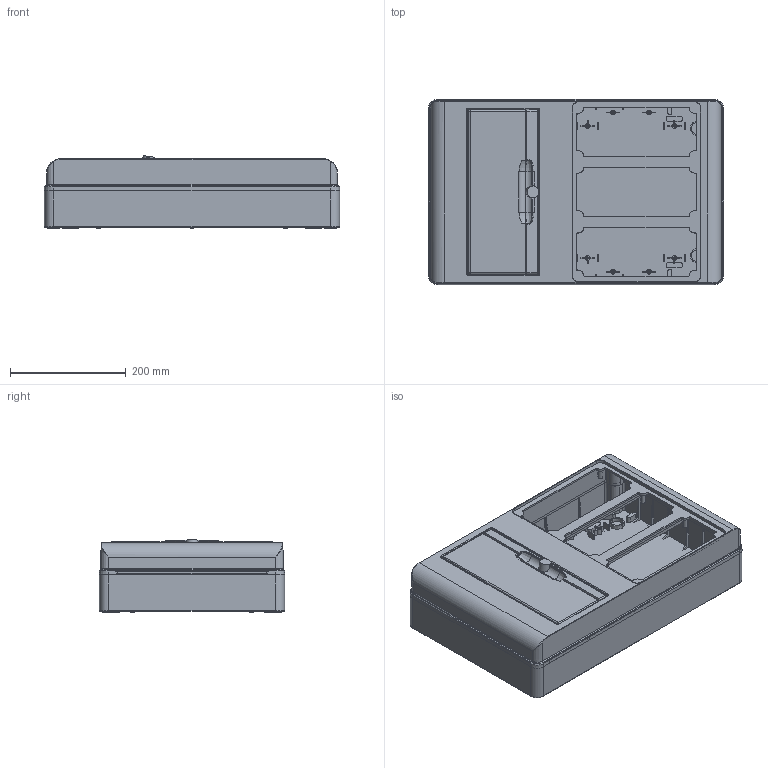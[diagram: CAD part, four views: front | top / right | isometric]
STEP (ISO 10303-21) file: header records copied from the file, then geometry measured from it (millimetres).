
FILE_DESCRIPTION((''),'2;1');
FILE_NAME('GW68010N_ASM','2020-09-17T10:08:39',('User'),('Axiro Italia'),'CREO PARAMETRIC BY PTC INC, 2020074','CREO PARAMETRIC BY PTC INC, 2020074','');
FILE_SCHEMA(('CONFIG_CONTROL_DESIGN'));
Length unit declared in the file: millimetre
Products named in the file (3): 55523476FXXX_FRON_14M_2A_GRAND_; 55523450_FONDO_14_MOD_2_GRANDEZ; GW68010N_ASM
Assembly tree (2 placements, depth 2):
  GW68010N_ASM
    55523476FXXX_FRON_14M_2A_GRAND_
    55523450_FONDO_14_MOD_2_GRANDEZ
Bounding box: 510.01 x 320.01 x 126.03 mm (x, y, z)
Volume: 2984102.6 mm3; surface area: 1096742.7 mm2
Topology: 2 solids, 2 shells, 1414 faces, 3874 edges, 2529 vertices
Faces by surface type: plane 750, cylinder 278, cone 272, bspline 74, torus 32, sphere 6, extrusion 2
Entity records: 51326 total; most frequent: CARTESIAN_POINT 15596, ORIENTED_EDGE 7700, DIRECTION 7149, EDGE_CURVE 3850, VERTEX_POINT 2527, AXIS2_PLACEMENT_3D 2393, VECTOR 2363, LINE 2361
